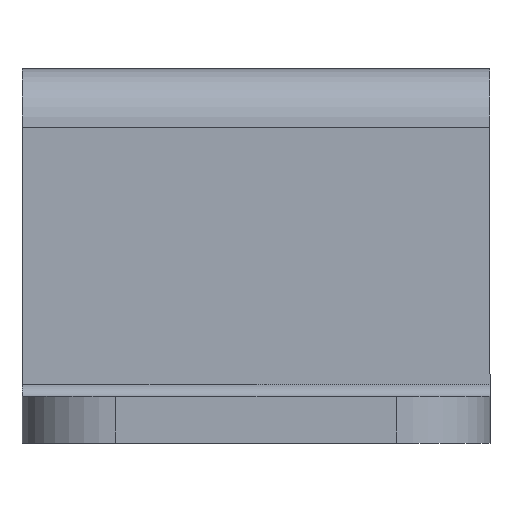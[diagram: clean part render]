
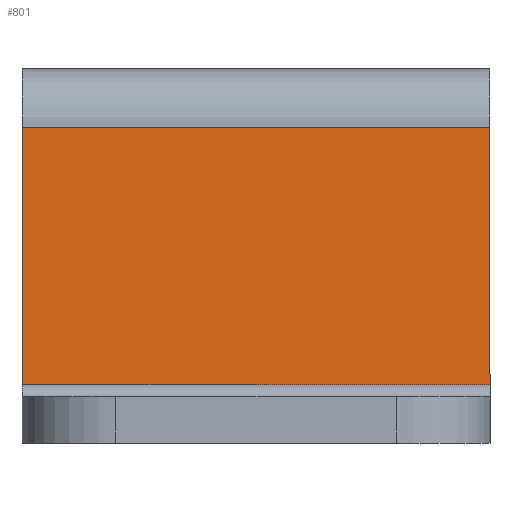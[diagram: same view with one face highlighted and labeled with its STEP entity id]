
A CAD part, left-side view. The second image highlights one B-rep face of the part: STEP entity #801.
In plain terms, the highlighted planar face has unit normal (-1, 0, 0).
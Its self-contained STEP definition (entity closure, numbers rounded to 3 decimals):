
#23 = CARTESIAN_POINT ( 'NONE',  ( -2.5, 0., -12. ) ) ;
#25 = LINE ( 'NONE', #802, #178 ) ;
#57 = DIRECTION ( 'NONE',  ( 0., 1., 0. ) ) ;
#61 = EDGE_CURVE ( 'NONE', #234, #170, #317, .T. ) ;
#100 = LINE ( 'NONE', #211, #814 ) ;
#110 = CARTESIAN_POINT ( 'NONE',  ( -2.5, 0., -1. ) ) ;
#126 = CARTESIAN_POINT ( 'NONE',  ( -2.5, 20., -1. ) ) ;
#138 = CARTESIAN_POINT ( 'NONE',  ( -2.5, 0., -1. ) ) ;
#154 = DIRECTION ( 'NONE',  ( 0., 0., -1. ) ) ;
#170 = VERTEX_POINT ( 'NONE', #126 ) ;
#178 = VECTOR ( 'NONE', #544, 1000. ) ;
#188 = FACE_OUTER_BOUND ( 'NONE', #276, .T. ) ;
#209 = ORIENTED_EDGE ( 'NONE', *, *, #819, .F. ) ;
#211 = CARTESIAN_POINT ( 'NONE',  ( -2.5, 0., -12. ) ) ;
#228 = ORIENTED_EDGE ( 'NONE', *, *, #833, .F. ) ;
#234 = VERTEX_POINT ( 'NONE', #138 ) ;
#265 = ORIENTED_EDGE ( 'NONE', *, *, #529, .F. ) ;
#276 = EDGE_LOOP ( 'NONE', ( #228, #689, #209, #265 ) ) ;
#279 = LINE ( 'NONE', #572, #624 ) ;
#280 = VERTEX_POINT ( 'NONE', #23 ) ;
#317 = LINE ( 'NONE', #110, #720 ) ;
#379 = PLANE ( 'NONE',  #380 ) ;
#380 = AXIS2_PLACEMENT_3D ( 'NONE', #719, #665, #786 ) ;
#511 = CARTESIAN_POINT ( 'NONE',  ( -2.5, 20., -12. ) ) ;
#515 = VERTEX_POINT ( 'NONE', #511 ) ;
#529 = EDGE_CURVE ( 'NONE', #280, #515, #279, .T. ) ;
#544 = DIRECTION ( 'NONE',  ( 0., 0., 1. ) ) ;
#565 = DIRECTION ( 'NONE',  ( 0., 1., 0. ) ) ;
#572 = CARTESIAN_POINT ( 'NONE',  ( -2.5, 20., -12. ) ) ;
#624 = VECTOR ( 'NONE', #57, 1000. ) ;
#665 = DIRECTION ( 'NONE',  ( -1., 0., 0. ) ) ;
#689 = ORIENTED_EDGE ( 'NONE', *, *, #61, .T. ) ;
#719 = CARTESIAN_POINT ( 'NONE',  ( -2.5, 0., 0. ) ) ;
#720 = VECTOR ( 'NONE', #565, 1000. ) ;
#786 = DIRECTION ( 'NONE',  ( 0., 0., 1. ) ) ;
#801 = ADVANCED_FACE ( 'NONE', ( #188 ), #379, .T. ) ;
#802 = CARTESIAN_POINT ( 'NONE',  ( -2.5, 20., -0.5 ) ) ;
#814 = VECTOR ( 'NONE', #154, 1000. ) ;
#819 = EDGE_CURVE ( 'NONE', #515, #170, #25, .T. ) ;
#833 = EDGE_CURVE ( 'NONE', #234, #280, #100, .T. ) ;
